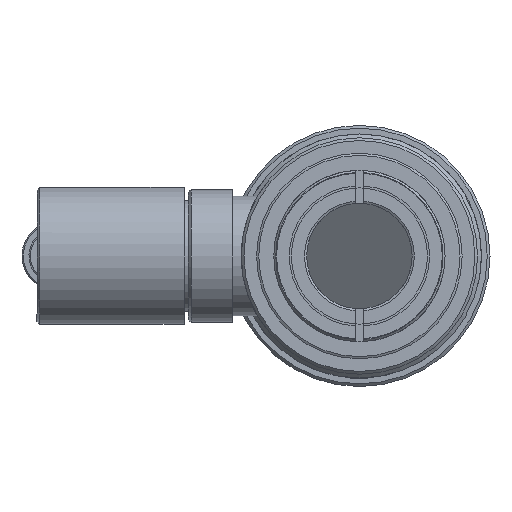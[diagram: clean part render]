
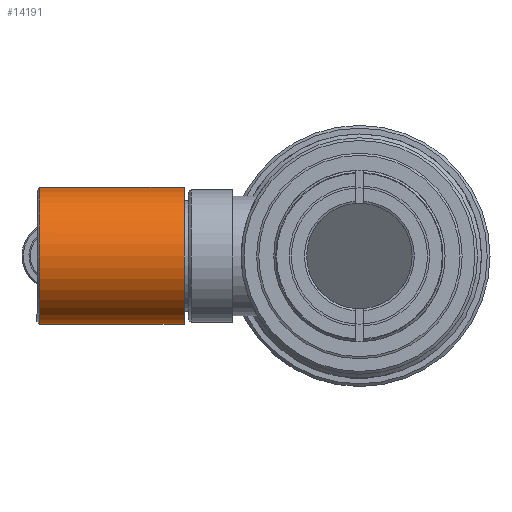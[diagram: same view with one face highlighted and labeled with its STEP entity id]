
A CAD part, left-side view. The second image highlights one B-rep face of the part: STEP entity #14191.
In plain terms, the highlighted cylindrical face has radius 12.7 mm (diameter 25.4 mm), a full revolution.
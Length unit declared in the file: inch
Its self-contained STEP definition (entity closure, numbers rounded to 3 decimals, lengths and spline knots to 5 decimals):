
#13941=CARTESIAN_POINT('',(1.084,0.5,0.));
#13942=VERTEX_POINT('',#13941);
#13943=CARTESIAN_POINT('',(1.214,0.5,0.0));
#13944=VERTEX_POINT('',#13943);
#13945=CARTESIAN_POINT('',(1.084,0.5,0.));
#13946=CARTESIAN_POINT('',(1.084,0.5,-0.00817));
#13947=CARTESIAN_POINT('',(1.08563,0.49978,-0.01688));
#13948=CARTESIAN_POINT('',(1.09227,0.49898,-0.03289));
#13949=CARTESIAN_POINT('',(1.09727,0.49842,-0.0402));
#13950=CARTESIAN_POINT('',(1.1088,0.49735,-0.05173));
#13951=CARTESIAN_POINT('',(1.11611,0.49678,-0.05673));
#13952=CARTESIAN_POINT('',(1.13212,0.49598,-0.06337));
#13953=CARTESIAN_POINT('',(1.14083,0.49576,-0.065));
#13954=CARTESIAN_POINT('',(1.15717,0.49576,-0.065));
#13955=CARTESIAN_POINT('',(1.16588,0.49598,-0.06337));
#13956=CARTESIAN_POINT('',(1.18189,0.49678,-0.05673));
#13957=CARTESIAN_POINT('',(1.1892,0.49735,-0.05173));
#13958=CARTESIAN_POINT('',(1.20073,0.49842,-0.0402));
#13959=CARTESIAN_POINT('',(1.20573,0.49898,-0.03289));
#13960=CARTESIAN_POINT('',(1.21237,0.49978,-0.01688));
#13961=CARTESIAN_POINT('',(1.214,0.5,-0.00817));
#13962=CARTESIAN_POINT('',(1.214,0.5,0.));
#13963=B_SPLINE_CURVE_WITH_KNOTS('',3,(#13945,#13946,#13947,#13948,#13949,#13950,#13951,#13952,#13953,#13954,#13955,#13956,#13957,#13958,#13959,#13960,#13961,#13962),.UNSPECIFIED.,.F.,.U.,(4,2,2,2,2,2,2,2,4),(0.24907,0.31133,0.3736,0.43587,0.49813,0.5604,0.62267,0.68493,0.7472),.UNSPECIFIED.);
#13964=EDGE_CURVE('',#13942,#13944,#13963,.T.);
#13966=CARTESIAN_POINT('',(1.214,0.5,0.));
#13967=CARTESIAN_POINT('',(1.214,0.5,0.00817));
#13968=CARTESIAN_POINT('',(1.21237,0.49978,0.01688));
#13969=CARTESIAN_POINT('',(1.20573,0.49898,0.03289));
#13970=CARTESIAN_POINT('',(1.20073,0.49842,0.0402));
#13971=CARTESIAN_POINT('',(1.1892,0.49735,0.05173));
#13972=CARTESIAN_POINT('',(1.18189,0.49678,0.05673));
#13973=CARTESIAN_POINT('',(1.16588,0.49598,0.06337));
#13974=CARTESIAN_POINT('',(1.15717,0.49576,0.065));
#13975=CARTESIAN_POINT('',(1.149,0.49576,0.065));
#13976=CARTESIAN_POINT('',(1.14083,0.49576,0.065));
#13977=CARTESIAN_POINT('',(1.13212,0.49598,0.06337));
#13978=CARTESIAN_POINT('',(1.11611,0.49678,0.05673));
#13979=CARTESIAN_POINT('',(1.1088,0.49735,0.05173));
#13980=CARTESIAN_POINT('',(1.09727,0.49842,0.0402));
#13981=CARTESIAN_POINT('',(1.09227,0.49898,0.03289));
#13982=CARTESIAN_POINT('',(1.08563,0.49978,0.01688));
#13983=CARTESIAN_POINT('',(1.084,0.5,0.00817));
#13984=CARTESIAN_POINT('',(1.084,0.5,0.));
#13985=B_SPLINE_CURVE_WITH_KNOTS('',3,(#13966,#13967,#13968,#13969,#13970,#13971,#13972,#13973,#13974,#13975,#13976,#13977,#13978,#13979,#13980,#13981,#13982,#13983,#13984),.UNSPECIFIED.,.F.,.U.,(4,2,2,2,3,2,2,2,4),(0.7472,0.80947,0.87173,0.934,0.99627,1.05853,1.1208,1.18307,1.24533),.UNSPECIFIED.);
#13986=EDGE_CURVE('',#13944,#13942,#13985,.T.);
#14145=CARTESIAN_POINT('',(1.269,0.5,0.));
#14146=VERTEX_POINT('',#14145);
#14147=CARTESIAN_POINT('',(1.269,0.0,0.0));
#14148=DIRECTION('',(1.0,0.0,0.0));
#14149=DIRECTION('',(0.0,-1.0,0.0));
#14150=AXIS2_PLACEMENT_3D('',#14147,#14148,#14149);
#14151=CIRCLE('',#14150,0.5);
#14152=EDGE_CURVE('',#14146,#14146,#14151,.T.);
#14168=CARTESIAN_POINT('',(0.7525,0.0,0.0));
#14169=DIRECTION('',(1.0,0.0,0.0));
#14170=DIRECTION('',(0.0,1.0,0.0));
#14171=AXIS2_PLACEMENT_3D('',#14168,#14169,#14170);
#14172=CYLINDRICAL_SURFACE('',#14171,0.5);
#14173=CARTESIAN_POINT('',(0.216,0.5,0.0));
#14174=VERTEX_POINT('',#14173);
#14175=CARTESIAN_POINT('',(0.216,0.0,0.0));
#14176=DIRECTION('',(1.0,0.0,0.0));
#14177=DIRECTION('',(0.0,1.0,0.0));
#14178=AXIS2_PLACEMENT_3D('',#14175,#14176,#14177);
#14179=CIRCLE('',#14178,0.5);
#14180=EDGE_CURVE('',#14174,#14174,#14179,.T.);
#14181=ORIENTED_EDGE('',*,*,#14180,.T.);
#14182=EDGE_LOOP('',(#14181));
#14183=FACE_OUTER_BOUND('',#14182,.T.);
#14184=ORIENTED_EDGE('',*,*,#13964,.T.);
#14185=ORIENTED_EDGE('',*,*,#13986,.T.);
#14186=EDGE_LOOP('',(#14184,#14185));
#14187=FACE_BOUND('',#14186,.T.);
#14188=ORIENTED_EDGE('',*,*,#14152,.F.);
#14189=EDGE_LOOP('',(#14188));
#14190=FACE_BOUND('',#14189,.T.);
#14191=ADVANCED_FACE('',(#14183,#14187,#14190),#14172,.T.);
